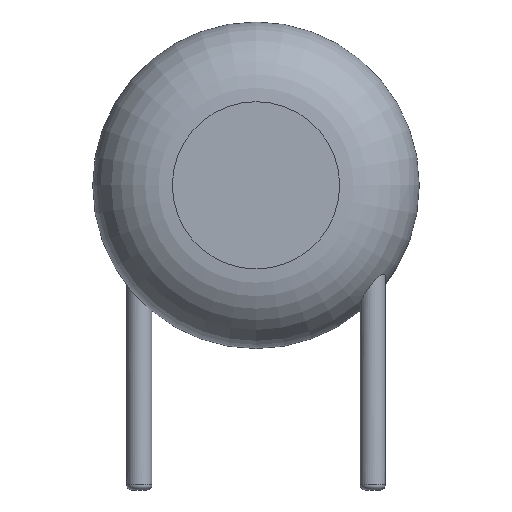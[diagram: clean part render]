
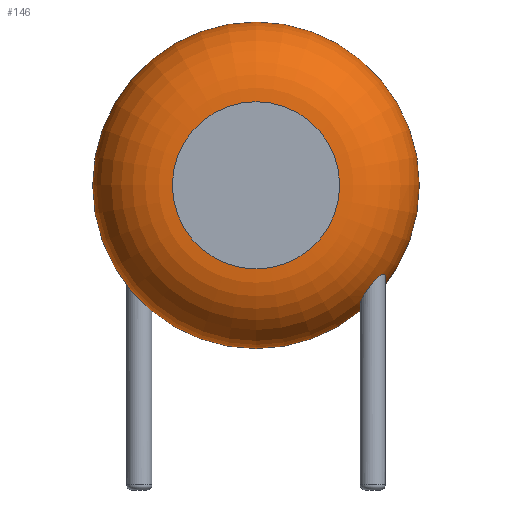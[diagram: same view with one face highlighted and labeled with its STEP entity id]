
A CAD part, front view. The second image highlights one B-rep face of the part: STEP entity #146.
In plain terms, the highlighted toroidal (fillet/blend) face has major radius 1.793 mm and minor radius 1.707 mm.
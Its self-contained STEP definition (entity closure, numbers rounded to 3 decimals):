
#24 = VERTEX_POINT('',#25);
#25 = CARTESIAN_POINT('',(6.,-0.693,3.53));
#31 = EDGE_CURVE('',#24,#24,#32,.T.);
#32 = CIRCLE('',#33,3.5);
#33 = AXIS2_PLACEMENT_3D('',#34,#35,#36);
#34 = CARTESIAN_POINT('',(2.5,-0.693,3.53));
#35 = DIRECTION('',(0.,-1.,0.));
#36 = DIRECTION('',(1.,0.,0.));
#146 = ADVANCED_FACE('',(#147,#167),#243,.T.);
#147 = FACE_BOUND('',#148,.T.);
#148 = EDGE_LOOP('',(#149,#150,#159,#166));
#149 = ORIENTED_EDGE('',*,*,#31,.T.);
#150 = ORIENTED_EDGE('',*,*,#151,.T.);
#151 = EDGE_CURVE('',#24,#152,#154,.T.);
#152 = VERTEX_POINT('',#153);
#153 = CARTESIAN_POINT('',(4.293,-2.4,3.53));
#154 = CIRCLE('',#155,1.707);
#155 = AXIS2_PLACEMENT_3D('',#156,#157,#158);
#156 = CARTESIAN_POINT('',(4.293,-0.693,3.53));
#157 = DIRECTION('',(0.,0.,-1.));
#158 = DIRECTION('',(1.,0.,0.));
#159 = ORIENTED_EDGE('',*,*,#160,.F.);
#160 = EDGE_CURVE('',#152,#152,#161,.T.);
#161 = CIRCLE('',#162,1.793);
#162 = AXIS2_PLACEMENT_3D('',#163,#164,#165);
#163 = CARTESIAN_POINT('',(2.5,-2.4,3.53));
#164 = DIRECTION('',(0.,-1.,0.));
#165 = DIRECTION('',(1.,0.,0.));
#166 = ORIENTED_EDGE('',*,*,#151,.F.);
#167 = FACE_BOUND('',#168,.T.);
#168 = EDGE_LOOP('',(#169,#190));
#169 = ORIENTED_EDGE('',*,*,#170,.T.);
#170 = EDGE_CURVE('',#171,#173,#175,.T.);
#171 = VERTEX_POINT('',#172);
#172 = CARTESIAN_POINT('',(5.27,-1.3,1.579));
#173 = VERTEX_POINT('',#174);
#174 = CARTESIAN_POINT('',(5.057,-1.036,1.192
));
#175 = B_SPLINE_CURVE_WITH_KNOTS('',7,(#176,#177,#178,#179,#180,#181,
#182,#183,#184,#185,#186,#187,#188,#189),.UNSPECIFIED.,.F.,.F.,(8,6,
8),(0.,0.7,1.),.UNSPECIFIED.);
#176 = CARTESIAN_POINT('',(5.27,-1.3,1.579));
#177 = CARTESIAN_POINT('',(5.27,-1.261,1.553));
#178 = CARTESIAN_POINT('',(5.264,-1.224,1.522
));
#179 = CARTESIAN_POINT('',(5.251,-1.188,1.486
));
#180 = CARTESIAN_POINT('',(5.234,-1.156,1.447
));
#181 = CARTESIAN_POINT('',(5.212,-1.126,1.406
));
#182 = CARTESIAN_POINT('',(5.186,-1.101,1.363
));
#183 = CARTESIAN_POINT('',(5.144,-1.071,1.302
));
#184 = CARTESIAN_POINT('',(5.131,-1.063,1.283
));
#185 = CARTESIAN_POINT('',(5.117,-1.056,1.265
));
#186 = CARTESIAN_POINT('',(5.103,-1.049,1.246
));
#187 = CARTESIAN_POINT('',(5.088,-1.044,1.228)
);
#188 = CARTESIAN_POINT('',(5.073,-1.039,1.21
));
#189 = CARTESIAN_POINT('',(5.057,-1.036,1.192
));
#190 = ORIENTED_EDGE('',*,*,#191,.T.);
#191 = EDGE_CURVE('',#173,#171,#192,.T.);
#192 = B_SPLINE_CURVE_WITH_KNOTS('',7,(#193,#194,#195,#196,#197,#198,
#199,#200,#201,#202,#203,#204,#205,#206,#207,#208,#209,#210,#211,
#212,#213,#214,#215,#216,#217,#218,#219,#220,#221,#222,#223,#224,
#225,#226,#227,#228,#229,#230,#231,#232,#233,#234,#235,#236,#237,
#238,#239,#240,#241,#242),.UNSPECIFIED.,.F.,.F.,(8,6,6,6,6,6,6,6,8),
(0.,0.179,0.278,0.38,0.435,
0.594,0.748,0.875,1.),.UNSPECIFIED.);
#193 = CARTESIAN_POINT('',(5.057,-1.036,1.192
));
#194 = CARTESIAN_POINT('',(5.025,-1.029,1.155
));
#195 = CARTESIAN_POINT('',(4.992,-1.027,1.119
));
#196 = CARTESIAN_POINT('',(4.958,-1.029,1.084));
#197 = CARTESIAN_POINT('',(4.924,-1.036,1.053
));
#198 = CARTESIAN_POINT('',(4.89,-1.049,1.024
));
#199 = CARTESIAN_POINT('',(4.859,-1.067,1.001
));
#200 = CARTESIAN_POINT('',(4.816,-1.102,0.972
));
#201 = CARTESIAN_POINT('',(4.801,-1.115,0.964
));
#202 = CARTESIAN_POINT('',(4.788,-1.13,0.957
));
#203 = CARTESIAN_POINT('',(4.776,-1.147,0.952)
);
#204 = CARTESIAN_POINT('',(4.765,-1.164,0.949)
);
#205 = CARTESIAN_POINT('',(4.756,-1.182,0.949
));
#206 = CARTESIAN_POINT('',(4.741,-1.22,0.951
));
#207 = CARTESIAN_POINT('',(4.736,-1.239,0.955
));
#208 = CARTESIAN_POINT('',(4.732,-1.26,0.96
));
#209 = CARTESIAN_POINT('',(4.729,-1.28,0.968
));
#210 = CARTESIAN_POINT('',(4.729,-1.3,0.977
));
#211 = CARTESIAN_POINT('',(4.73,-1.319,0.989
));
#212 = CARTESIAN_POINT('',(4.734,-1.349,1.009)
);
#213 = CARTESIAN_POINT('',(4.736,-1.359,1.016
));
#214 = CARTESIAN_POINT('',(4.739,-1.369,1.024
));
#215 = CARTESIAN_POINT('',(4.741,-1.379,1.032
));
#216 = CARTESIAN_POINT('',(4.745,-1.389,1.041
));
#217 = CARTESIAN_POINT('',(4.748,-1.398,1.05
));
#218 = CARTESIAN_POINT('',(4.764,-1.434,1.086
));
#219 = CARTESIAN_POINT('',(4.778,-1.459,1.116)
);
#220 = CARTESIAN_POINT('',(4.796,-1.481,1.149
));
#221 = CARTESIAN_POINT('',(4.816,-1.501,1.183
));
#222 = CARTESIAN_POINT('',(4.837,-1.519,1.218)
);
#223 = CARTESIAN_POINT('',(4.861,-1.533,1.254
));
#224 = CARTESIAN_POINT('',(4.91,-1.556,1.326
));
#225 = CARTESIAN_POINT('',(4.936,-1.565,1.362)
);
#226 = CARTESIAN_POINT('',(4.963,-1.57,1.397
));
#227 = CARTESIAN_POINT('',(4.99,-1.573,1.432)
);
#228 = CARTESIAN_POINT('',(5.018,-1.572,1.465
));
#229 = CARTESIAN_POINT('',(5.047,-1.568,1.496
));
#230 = CARTESIAN_POINT('',(5.097,-1.553,1.547)
);
#231 = CARTESIAN_POINT('',(5.12,-1.544,1.568)
);
#232 = CARTESIAN_POINT('',(5.142,-1.532,1.587
));
#233 = CARTESIAN_POINT('',(5.163,-1.518,1.602
));
#234 = CARTESIAN_POINT('',(5.183,-1.501,1.614
));
#235 = CARTESIAN_POINT('',(5.201,-1.483,1.622
));
#236 = CARTESIAN_POINT('',(5.231,-1.442,1.63
));
#237 = CARTESIAN_POINT('',(5.244,-1.42,1.63
));
#238 = CARTESIAN_POINT('',(5.255,-1.396,1.626
));
#239 = CARTESIAN_POINT('',(5.262,-1.372,1.619)
);
#240 = CARTESIAN_POINT('',(5.268,-1.348,1.608)
);
#241 = CARTESIAN_POINT('',(5.27,-1.324,1.594));
#242 = CARTESIAN_POINT('',(5.27,-1.3,1.579));
#243 = TOROIDAL_SURFACE('',#244,1.793,1.707);
#244 = AXIS2_PLACEMENT_3D('',#245,#246,#247);
#245 = CARTESIAN_POINT('',(2.5,-0.693,3.53));
#246 = DIRECTION('',(0.,-1.,0.));
#247 = DIRECTION('',(1.,0.,0.));
